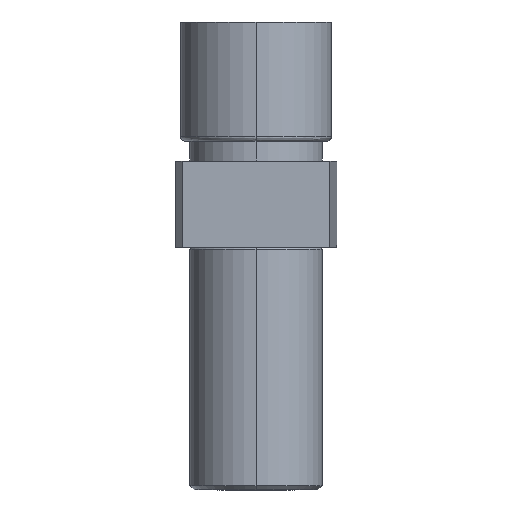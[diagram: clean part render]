
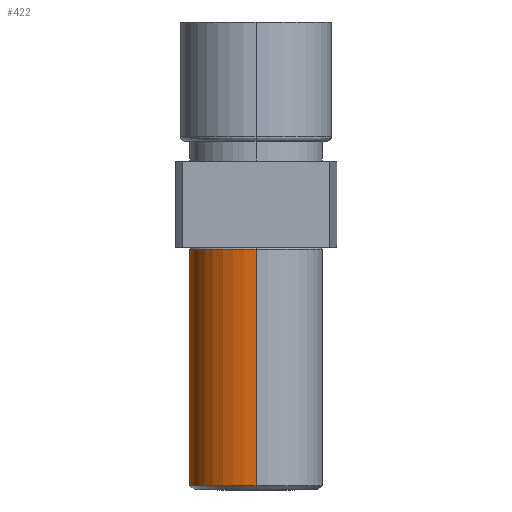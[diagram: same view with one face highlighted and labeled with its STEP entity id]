
A CAD part, left-side view. The second image highlights one B-rep face of the part: STEP entity #422.
In plain terms, the highlighted cylindrical face has radius 3 mm (diameter 6 mm), a partial arc.
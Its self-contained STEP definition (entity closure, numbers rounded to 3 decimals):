
#58 = EDGE_CURVE ( 'NONE', #4202, #4252, #5041, .T. ) ;
#76 = EDGE_CURVE ( 'NONE', #4246, #4202, #4473, .T. ) ;
#85 = EDGE_CURVE ( 'NONE', #4246, #4257, #5071, .T. ) ;
#92 = EDGE_CURVE ( 'NONE', #4257, #4252, #4540, .T. ) ;
#422 = ADVANCED_FACE ( 'NONE', ( #2380 ), #2371, .T. ) ;
#683 = EDGE_LOOP ( 'NONE', ( #1394, #1365, #1343, #1363 ) ) ;
#1343 = ORIENTED_EDGE ( 'NONE', *, *, #58, .T. ) ;
#1363 = ORIENTED_EDGE ( 'NONE', *, *, #92, .F. ) ;
#1365 = ORIENTED_EDGE ( 'NONE', *, *, #76, .T. ) ;
#1394 = ORIENTED_EDGE ( 'NONE', *, *, #85, .F. ) ;
#2356 = DIRECTION ( 'NONE',  ( 0., 0., -1. ) ) ;
#2364 = DIRECTION ( 'NONE',  ( -1., 0., 0. ) ) ;
#2371 = CYLINDRICAL_SURFACE ( 'NONE', #4853, 3. ) ;
#2380 = FACE_OUTER_BOUND ( 'NONE', #683, .T. ) ;
#2394 = CARTESIAN_POINT ( 'NONE',  ( -0.002, 0., -4.8 ) ) ;
#2583 = CARTESIAN_POINT ( 'NONE',  ( 2.998, 0., -4.9 ) ) ;
#2600 = CARTESIAN_POINT ( 'NONE',  ( 2.998, 0., -15.6 ) ) ;
#2645 = CARTESIAN_POINT ( 'NONE',  ( -3.002, 0., -15.6 ) ) ;
#2649 = CARTESIAN_POINT ( 'NONE',  ( -3.002, 0., -4.9 ) ) ;
#4202 = VERTEX_POINT ( 'NONE', #2600 ) ;
#4246 = VERTEX_POINT ( 'NONE', #2583 ) ;
#4252 = VERTEX_POINT ( 'NONE', #2645 ) ;
#4257 = VERTEX_POINT ( 'NONE', #2649 ) ;
#4404 = CARTESIAN_POINT ( 'NONE',  ( -0.002, 0., -15.6 ) ) ;
#4428 = DIRECTION ( 'NONE',  ( -1., 0., 0. ) ) ;
#4433 = DIRECTION ( 'NONE',  ( 0., 0., 1. ) ) ;
#4450 = CARTESIAN_POINT ( 'NONE',  ( 2.998, 0., -4.8 ) ) ;
#4463 = DIRECTION ( 'NONE',  ( 0., 0., -1. ) ) ;
#4473 = LINE ( 'NONE', #4450, #5109 ) ;
#4503 = DIRECTION ( 'NONE',  ( 0., 0., 1. ) ) ;
#4505 = DIRECTION ( 'NONE',  ( -1., 0., 0. ) ) ;
#4526 = CARTESIAN_POINT ( 'NONE',  ( -0.002, 0., -4.9 ) ) ;
#4540 = LINE ( 'NONE', #4569, #5080 ) ;
#4568 = DIRECTION ( 'NONE',  ( 0., 0., -1. ) ) ;
#4569 = CARTESIAN_POINT ( 'NONE',  ( -3.002, 0., -4.8 ) ) ;
#4853 = AXIS2_PLACEMENT_3D ( 'NONE', #2394, #2356, #2364 ) ;
#5041 = CIRCLE ( 'NONE', #5047, 3. ) ;
#5047 = AXIS2_PLACEMENT_3D ( 'NONE', #4404, #4433, #4428 ) ;
#5063 = AXIS2_PLACEMENT_3D ( 'NONE', #4526, #4503, #4505 ) ;
#5071 = CIRCLE ( 'NONE', #5063, 3. ) ;
#5080 = VECTOR ( 'NONE', #4568, 1000. ) ;
#5109 = VECTOR ( 'NONE', #4463, 1000. ) ;
